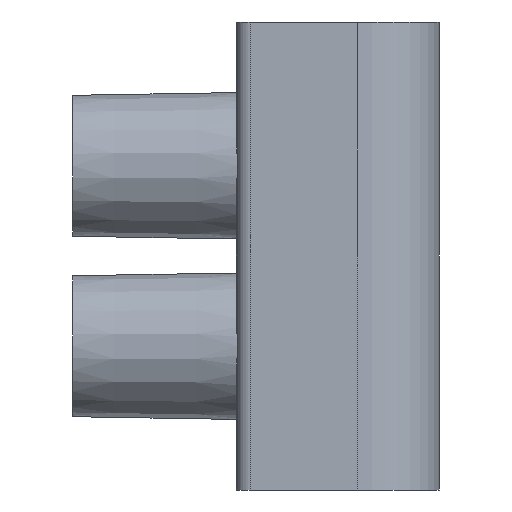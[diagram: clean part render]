
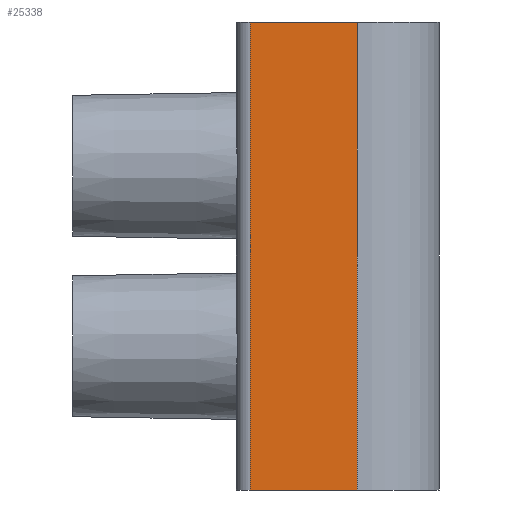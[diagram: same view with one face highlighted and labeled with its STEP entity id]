
A CAD part, left-side view. The second image highlights one B-rep face of the part: STEP entity #25338.
In plain terms, the highlighted planar face has unit normal (-1, 0, 0).
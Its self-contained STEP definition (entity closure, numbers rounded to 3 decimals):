
#2045 = PLANE ( 'NONE',  #33003 ) ;
#4708 = ORIENTED_EDGE ( 'NONE', *, *, #31914, .T. ) ;
#7795 = LINE ( 'NONE', #28311, #29622 ) ;
#8440 = DIRECTION ( 'NONE',  ( 0., 0., -1. ) ) ;
#8533 = CARTESIAN_POINT ( 'NONE',  ( -92., -0.5, -8.3 ) ) ;
#9074 = VECTOR ( 'NONE', #36205, 1000. ) ;
#9425 = CARTESIAN_POINT ( 'NONE',  ( -92., -4.3, 8.3 ) ) ;
#9576 = CARTESIAN_POINT ( 'NONE',  ( -92., -0.5, 8.3 ) ) ;
#12256 = VERTEX_POINT ( 'NONE', #9576 ) ;
#12267 = DIRECTION ( 'NONE',  ( 0., 0., -1. ) ) ;
#12635 = EDGE_CURVE ( 'NONE', #12256, #35551, #7795, .T. ) ;
#13490 = CARTESIAN_POINT ( 'NONE',  ( -92., -0.5, 8.3 ) ) ;
#13786 = ORIENTED_EDGE ( 'NONE', *, *, #20385, .F. ) ;
#14433 = VECTOR ( 'NONE', #12267, 1000. ) ;
#14897 = EDGE_LOOP ( 'NONE', ( #13786, #16905, #4708, #24315 ) ) ;
#16246 = DIRECTION ( 'NONE',  ( 0., -1., 0. ) ) ;
#16335 = DIRECTION ( 'NONE',  ( 0., 0., -1. ) ) ;
#16592 = LINE ( 'NONE', #33309, #9074 ) ;
#16659 = CARTESIAN_POINT ( 'NONE',  ( -92., -4.3, 8.3 ) ) ;
#16905 = ORIENTED_EDGE ( 'NONE', *, *, #12635, .T. ) ;
#17232 = VERTEX_POINT ( 'NONE', #16659 ) ;
#18605 = CARTESIAN_POINT ( 'NONE',  ( -92., -4.3, -8.3 ) ) ;
#20385 = EDGE_CURVE ( 'NONE', #12256, #17232, #16592, .T. ) ;
#22597 = VERTEX_POINT ( 'NONE', #18605 ) ;
#24315 = ORIENTED_EDGE ( 'NONE', *, *, #29315, .F. ) ;
#25338 = ADVANCED_FACE ( 'NONE', ( #25599 ), #2045, .F. ) ;
#25599 = FACE_OUTER_BOUND ( 'NONE', #14897, .T. ) ;
#25853 = VECTOR ( 'NONE', #16246, 1000. ) ;
#28311 = CARTESIAN_POINT ( 'NONE',  ( -92., -0.5, 8.3 ) ) ;
#29315 = EDGE_CURVE ( 'NONE', #17232, #22597, #29582, .T. ) ;
#29582 = LINE ( 'NONE', #9425, #14433 ) ;
#29622 = VECTOR ( 'NONE', #8440, 1000. ) ;
#30468 = CARTESIAN_POINT ( 'NONE',  ( -92., -0.5, -8.3 ) ) ;
#31914 = EDGE_CURVE ( 'NONE', #35551, #22597, #32563, .T. ) ;
#32563 = LINE ( 'NONE', #30468, #25853 ) ;
#33003 = AXIS2_PLACEMENT_3D ( 'NONE', #13490, #33456, #16335 ) ;
#33309 = CARTESIAN_POINT ( 'NONE',  ( -92., -0.5, 8.3 ) ) ;
#33456 = DIRECTION ( 'NONE',  ( 1., 0., 0. ) ) ;
#35551 = VERTEX_POINT ( 'NONE', #8533 ) ;
#36205 = DIRECTION ( 'NONE',  ( 0., -1., 0. ) ) ;
